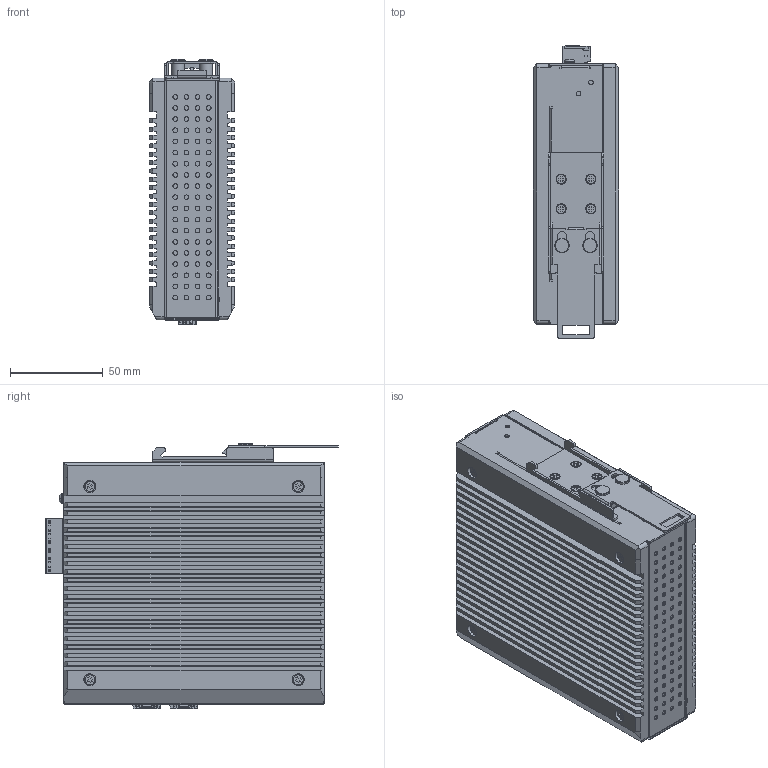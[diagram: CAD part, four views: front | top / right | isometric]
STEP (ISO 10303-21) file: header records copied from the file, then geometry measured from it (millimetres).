
FILE_DESCRIPTION (( 'STEP AP214' ), '1' );
FILE_NAME ('EKI-2706G-2FPI-DIN.STEP', '2024-05-27T01:50:10', ( '' ), ( '' ), 'SwSTEP 2.0', 'SolidWorks 2022', '' );
FILE_SCHEMA (( 'AUTOMOTIVE_DESIGN' ));
Length unit declared in the file: millimetre
Products named in the file (1): EKI-2706G-2FPI-DIN
Bounding box: 46 x 157.6 x 142.59 mm (x, y, z)
Volume: 764228 mm3; surface area: 116830 mm2
Topology: 1 solids, 20 shells, 3188 faces, 8528 edges, 5576 vertices
Faces by surface type: plane 2162, cylinder 740, bspline 207, torus 44, cone 33, sphere 2
Entity records: 132297 total; most frequent: CARTESIAN_POINT 30320, ORIENTED_EDGE 17044, DIRECTION 15534, EDGE_CURVE 8522, LINE 6434, VECTOR 6434, VERTEX_POINT 5572, AXIS2_PLACEMENT_3D 4550
